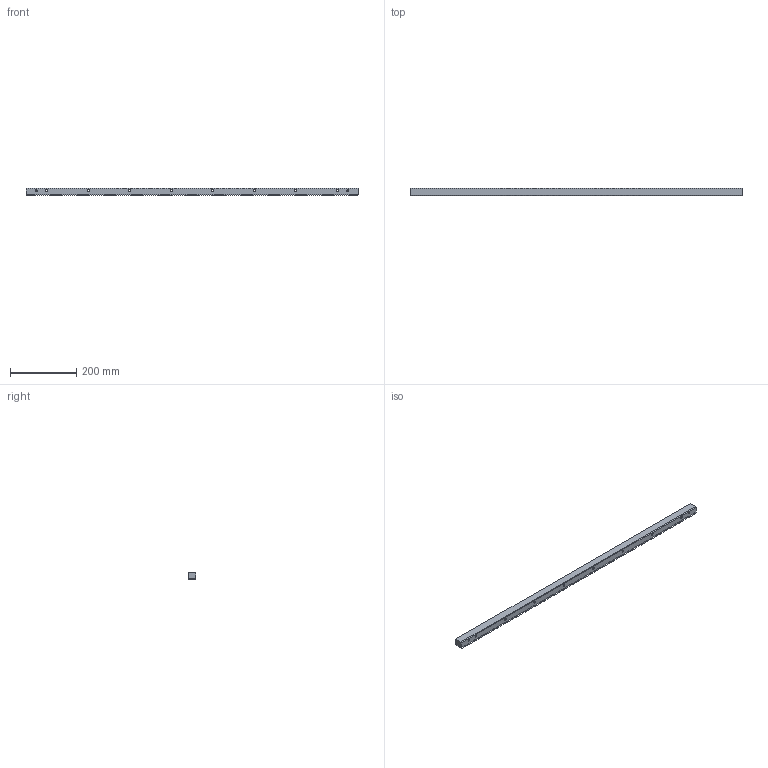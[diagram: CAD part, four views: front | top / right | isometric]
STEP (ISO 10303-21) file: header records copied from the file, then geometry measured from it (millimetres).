
FILE_DESCRIPTION(('STEP AP214'),'1');
FILE_NAME('144-020-210.stp','2017-10-10T13:04:28',('TraceParts'),('TraceParts S.A.'),'Spatial InterOp 3D',' ',' ');
FILE_SCHEMA(('automotive_design'));
Length unit declared in the file: millimetre
Products named in the file (1): 144-020-210
Bounding box: 1004.74 x 24 x 24 mm (x, y, z)
Volume: 513861.2 mm3; surface area: 121220.4 mm2
Topology: 1 solids, 1 shells, 691 faces, 2043 edges, 1362 vertices
Faces by surface type: plane 655, cylinder 36
Entity records: 28242 total; most frequent: CARTESIAN_POINT 4097, ORIENTED_EDGE 4086, DIRECTION 3499, EDGE_CURVE 2043, LINE 1971, VECTOR 1971, VERTEX_POINT 1362, AXIS2_PLACEMENT_3D 764
